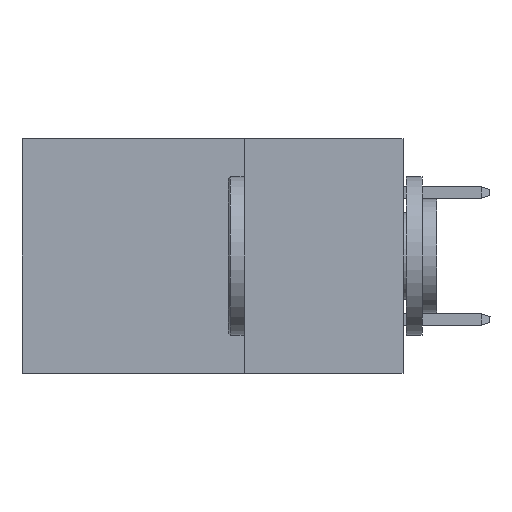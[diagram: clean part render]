
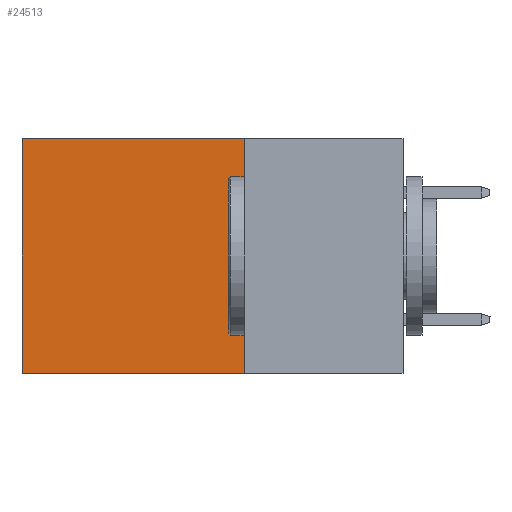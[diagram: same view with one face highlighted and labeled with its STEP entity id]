
A CAD part, left-side view. The second image highlights one B-rep face of the part: STEP entity #24513.
In plain terms, the highlighted planar face has unit normal (-1, 0, 0).
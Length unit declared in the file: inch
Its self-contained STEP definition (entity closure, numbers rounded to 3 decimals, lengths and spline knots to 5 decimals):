
#210 = VECTOR ( 'NONE', #15981, 39.37008 ) ;
#323 = VERTEX_POINT ( 'NONE', #19333 ) ;
#524 = PLANE ( 'NONE',  #20686 ) ;
#691 = CARTESIAN_POINT ( 'NONE',  ( 0.2875, 0.6, 0. ) ) ;
#1586 = EDGE_CURVE ( 'NONE', #323, #9289, #22982, .T. ) ;
#2242 = CARTESIAN_POINT ( 'NONE',  ( 0.2875, 0.6, -0.37 ) ) ;
#2804 = CARTESIAN_POINT ( 'NONE',  ( 0.2875, 0.25, -0.37 ) ) ;
#2807 = EDGE_LOOP ( 'NONE', ( #9333, #17014, #25174, #8034 ) ) ;
#3001 = FACE_OUTER_BOUND ( 'NONE', #2807, .T. ) ;
#3203 = VERTEX_POINT ( 'NONE', #29536 ) ;
#3492 = LINE ( 'NONE', #691, #210 ) ;
#4142 = VECTOR ( 'NONE', #15444, 39.37008 ) ;
#8034 = ORIENTED_EDGE ( 'NONE', *, *, #13380, .T. ) ;
#8088 = CARTESIAN_POINT ( 'NONE',  ( 0.2875, 0.25, 0. ) ) ;
#8578 = CARTESIAN_POINT ( 'NONE',  ( 0.2875, 0.6, 0. ) ) ;
#9289 = VERTEX_POINT ( 'NONE', #2242 ) ;
#9333 = ORIENTED_EDGE ( 'NONE', *, *, #24451, .T. ) ;
#10503 = VECTOR ( 'NONE', #12132, 39.37008 ) ;
#12132 = DIRECTION ( 'NONE',  ( 0., 1., 0. ) ) ;
#13380 = EDGE_CURVE ( 'NONE', #3203, #25654, #17851, .T. ) ;
#14478 = DIRECTION ( 'NONE',  ( 1., 0., 0. ) ) ;
#15444 = DIRECTION ( 'NONE',  ( 0., 1., 0. ) ) ;
#15981 = DIRECTION ( 'NONE',  ( 0., 0., -1. ) ) ;
#17014 = ORIENTED_EDGE ( 'NONE', *, *, #1586, .F. ) ;
#17345 = LINE ( 'NONE', #26205, #25848 ) ;
#17499 = DIRECTION ( 'NONE',  ( 0., 0., -1. ) ) ;
#17851 = LINE ( 'NONE', #25048, #10503 ) ;
#19333 = CARTESIAN_POINT ( 'NONE',  ( 0.2875, 0.25, -0.37 ) ) ;
#20686 = AXIS2_PLACEMENT_3D ( 'NONE', #8088, #14478, #29072 ) ;
#20756 = EDGE_CURVE ( 'NONE', #3203, #323, #17345, .T. ) ;
#22982 = LINE ( 'NONE', #2804, #4142 ) ;
#24451 = EDGE_CURVE ( 'NONE', #25654, #9289, #3492, .T. ) ;
#24513 = ADVANCED_FACE ( 'NONE', ( #3001 ), #524, .F. ) ;
#25048 = CARTESIAN_POINT ( 'NONE',  ( 0.2875, 0.25, 0. ) ) ;
#25174 = ORIENTED_EDGE ( 'NONE', *, *, #20756, .F. ) ;
#25654 = VERTEX_POINT ( 'NONE', #8578 ) ;
#25848 = VECTOR ( 'NONE', #17499, 39.37008 ) ;
#26205 = CARTESIAN_POINT ( 'NONE',  ( 0.2875, 0.25, 0. ) ) ;
#29072 = DIRECTION ( 'NONE',  ( 0., 0., -1. ) ) ;
#29536 = CARTESIAN_POINT ( 'NONE',  ( 0.2875, 0.25, 0. ) ) ;
